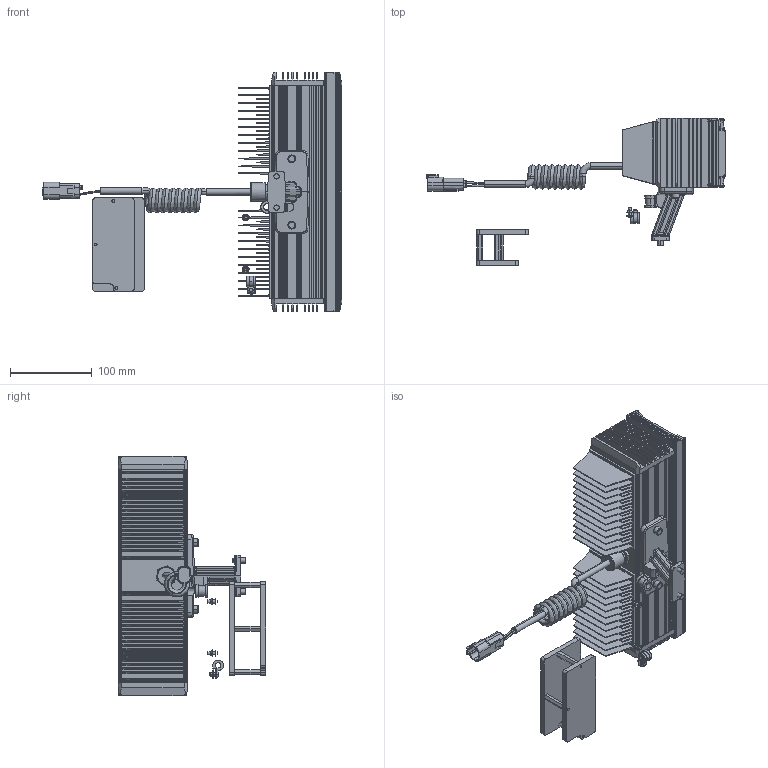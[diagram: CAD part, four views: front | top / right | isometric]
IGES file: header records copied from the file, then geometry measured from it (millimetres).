
Start section: SolidWorks IGES file using analytic representation for surfaces
Global section: file name: 7083_7084.IGS; native system: SolidWorks 2013; preprocessor: SolidWorks 2013; author: tmott; date: 141010.115338; units: inch
Bounding box: 366.78 x 180.15 x 293.37 mm (x, y, z)
Surface area: 576586 mm2 (no closed solid volume)
Topology: 0 solids, 0 shells, 1503 faces, 13998 edges, 13981 vertices
Faces by surface type: bspline 992, revolution 511
